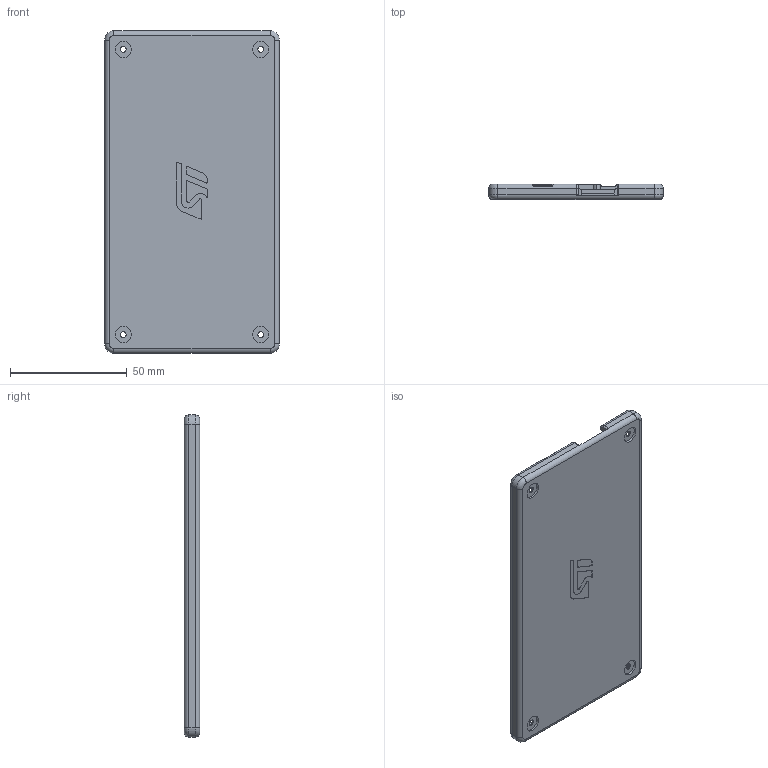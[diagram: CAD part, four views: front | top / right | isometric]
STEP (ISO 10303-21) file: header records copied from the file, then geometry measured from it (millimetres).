
FILE_DESCRIPTION (( 'STEP AP214' ), '1' );
FILE_NAME ('¾ÉNucleo144ÎÞÕëµ××ù_Ô²½', '2025-10-23T08:42:15', ( '' ), ( '' ), 'SwSTEP 2.0', 'SolidWorks 2024', '' );
FILE_SCHEMA (( 'AUTOMOTIVE_DESIGN' ));
Length unit declared in the file: millimetre
Products named in the file (1): 旧Nucleo144无针底座_圆角边
Bounding box: 75 x 6.58 x 138.34 mm (x, y, z)
Volume: 31712.3 mm3; surface area: 25511.9 mm2
Topology: 1 solids, 1 shells, 237 faces, 634 edges, 412 vertices
Faces by surface type: plane 110, cylinder 95, cone 14, torus 12, bspline 6
Entity records: 7684 total; most frequent: CARTESIAN_POINT 1573, DIRECTION 1313, ORIENTED_EDGE 1268, EDGE_CURVE 634, AXIS2_PLACEMENT_3D 470, VERTEX_POINT 412, VECTOR 373, LINE 373
